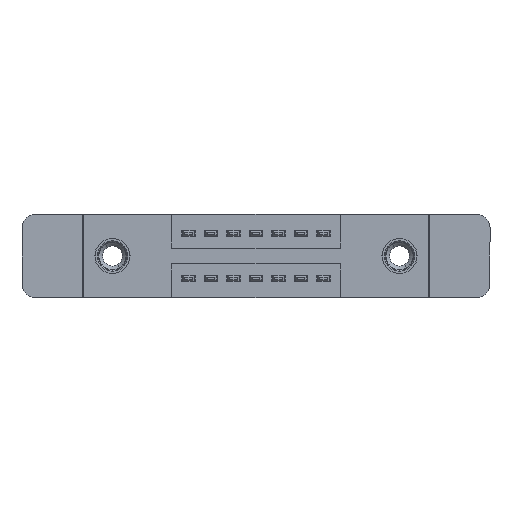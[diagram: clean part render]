
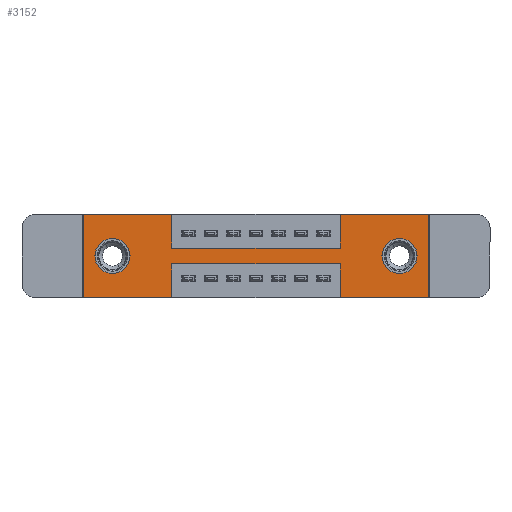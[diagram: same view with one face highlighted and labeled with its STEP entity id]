
A CAD part, front view. The second image highlights one B-rep face of the part: STEP entity #3152.
In plain terms, the highlighted planar face has unit normal (0, -1, 0).
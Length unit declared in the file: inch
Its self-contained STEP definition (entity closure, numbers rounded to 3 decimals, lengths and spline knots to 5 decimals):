
#130 = EDGE_CURVE ( 'NONE', #11326, #9168, #14139, .T. ) ;
#136 = CARTESIAN_POINT ( 'NONE',  ( 1.405, 0., -0.107 ) ) ;
#143 = VERTEX_POINT ( 'NONE', #4308 ) ;
#158 = CIRCLE ( 'NONE', #9465, 0.078 ) ;
#321 = CARTESIAN_POINT ( 'NONE',  ( 1.405, 0., -0.263 ) ) ;
#368 = LINE ( 'NONE', #2629, #9192 ) ;
#453 = CARTESIAN_POINT ( 'NONE',  ( 0.13, 0., -0.263 ) ) ;
#546 = ORIENTED_EDGE ( 'NONE', *, *, #9180, .F. ) ;
#683 = VECTOR ( 'NONE', #13048, 39.37008 ) ;
#689 = VECTOR ( 'NONE', #13431, 39.37008 ) ;
#808 = CARTESIAN_POINT ( 'NONE',  ( 0., 0., 0. ) ) ;
#825 = VERTEX_POINT ( 'NONE', #7639 ) ;
#835 = DIRECTION ( 'NONE',  ( 0., 0., -1. ) ) ;
#869 = DIRECTION ( 'NONE',  ( 0., 0., 1. ) ) ;
#1093 = CARTESIAN_POINT ( 'NONE',  ( 0., 0., 0. ) ) ;
#1143 = ORIENTED_EDGE ( 'NONE', *, *, #14110, .F. ) ;
#1147 = EDGE_CURVE ( 'NONE', #11064, #2061, #7106, .T. ) ;
#1202 = FACE_BOUND ( 'NONE', #2301, .T. ) ;
#1348 = ORIENTED_EDGE ( 'NONE', *, *, #7999, .F. ) ;
#1517 = EDGE_CURVE ( 'NONE', #13389, #13094, #10237, .T. ) ;
#1585 = ORIENTED_EDGE ( 'NONE', *, *, #12009, .F. ) ;
#1713 = DIRECTION ( 'NONE',  ( 0., 0., -1. ) ) ;
#1717 = ORIENTED_EDGE ( 'NONE', *, *, #4565, .F. ) ;
#1727 = DIRECTION ( 'NONE',  ( 0., 0., 1. ) ) ;
#1818 = DIRECTION ( 'NONE',  ( 1., 0., 0. ) ) ;
#1876 = EDGE_CURVE ( 'NONE', #10296, #11197, #14626, .T. ) ;
#2061 = VERTEX_POINT ( 'NONE', #8613 ) ;
#2178 = VERTEX_POINT ( 'NONE', #2722 ) ;
#2231 = CARTESIAN_POINT ( 'NONE',  ( 0., 0., -0.37 ) ) ;
#2244 = LINE ( 'NONE', #808, #2589 ) ;
#2301 = EDGE_LOOP ( 'NONE', ( #4781, #11597 ) ) ;
#2395 = CARTESIAN_POINT ( 'NONE',  ( 0.3925, 0., -0.37 ) ) ;
#2456 = VERTEX_POINT ( 'NONE', #4995 ) ;
#2526 = AXIS2_PLACEMENT_3D ( 'NONE', #10144, #13852, #835 ) ;
#2589 = VECTOR ( 'NONE', #8970, 39.37008 ) ;
#2611 = CIRCLE ( 'NONE', #12595, 0.078 ) ;
#2629 = CARTESIAN_POINT ( 'NONE',  ( 0.3925, 0., -0.22 ) ) ;
#2633 = FACE_BOUND ( 'NONE', #2894, .T. ) ;
#2673 = LINE ( 'NONE', #12359, #689 ) ;
#2722 = CARTESIAN_POINT ( 'NONE',  ( 0., 0., -0.37 ) ) ;
#2892 = PLANE ( 'NONE',  #3553 ) ;
#2894 = EDGE_LOOP ( 'NONE', ( #6536, #3640 ) ) ;
#3152 = ADVANCED_FACE ( 'NONE', ( #2633, #1202, #15152 ), #2892, .T. ) ;
#3256 = LINE ( 'NONE', #12204, #9834 ) ;
#3360 = AXIS2_PLACEMENT_3D ( 'NONE', #13674, #6575, #15009 ) ;
#3472 = CARTESIAN_POINT ( 'NONE',  ( 1.1425, 0., -0.37 ) ) ;
#3553 = AXIS2_PLACEMENT_3D ( 'NONE', #7806, #10089, #1713 ) ;
#3640 = ORIENTED_EDGE ( 'NONE', *, *, #130, .T. ) ;
#3661 = CARTESIAN_POINT ( 'NONE',  ( 0.13, 0., -0.107 ) ) ;
#3783 = CARTESIAN_POINT ( 'NONE',  ( 0.13, 0., -0.185 ) ) ;
#4041 = VERTEX_POINT ( 'NONE', #7462 ) ;
#4308 = CARTESIAN_POINT ( 'NONE',  ( 1.1425, 0., 0. ) ) ;
#4530 = LINE ( 'NONE', #10866, #683 ) ;
#4547 = VECTOR ( 'NONE', #1818, 39.37008 ) ;
#4565 = EDGE_CURVE ( 'NONE', #2061, #4041, #368, .T. ) ;
#4660 = DIRECTION ( 'NONE',  ( 0., 0., -1. ) ) ;
#4681 = LINE ( 'NONE', #13126, #12001 ) ;
#4781 = ORIENTED_EDGE ( 'NONE', *, *, #7023, .T. ) ;
#4995 = CARTESIAN_POINT ( 'NONE',  ( 1.535, 0., -0.37 ) ) ;
#5095 = EDGE_CURVE ( 'NONE', #9168, #11326, #10855, .T. ) ;
#5117 = VERTEX_POINT ( 'NONE', #10128 ) ;
#5608 = DIRECTION ( 'NONE',  ( -1., 0., 0. ) ) ;
#5943 = EDGE_CURVE ( 'NONE', #2456, #11064, #8583, .T. ) ;
#5978 = DIRECTION ( 'NONE',  ( 0., 0., -1. ) ) ;
#5986 = VECTOR ( 'NONE', #13315, 39.37008 ) ;
#6299 = CARTESIAN_POINT ( 'NONE',  ( 0., 0., 0. ) ) ;
#6307 = VECTOR ( 'NONE', #4660, 39.37008 ) ;
#6536 = ORIENTED_EDGE ( 'NONE', *, *, #5095, .T. ) ;
#6575 = DIRECTION ( 'NONE',  ( 0., 1., 0. ) ) ;
#6747 = VECTOR ( 'NONE', #14606, 39.37008 ) ;
#7023 = EDGE_CURVE ( 'NONE', #7588, #10310, #158, .T. ) ;
#7106 = LINE ( 'NONE', #13047, #6747 ) ;
#7140 = VECTOR ( 'NONE', #5608, 39.37008 ) ;
#7142 = ORIENTED_EDGE ( 'NONE', *, *, #9043, .F. ) ;
#7462 = CARTESIAN_POINT ( 'NONE',  ( 0.3925, 0., -0.22 ) ) ;
#7588 = VERTEX_POINT ( 'NONE', #3661 ) ;
#7639 = CARTESIAN_POINT ( 'NONE',  ( 1.535, 0., 0. ) ) ;
#7754 = ORIENTED_EDGE ( 'NONE', *, *, #11547, .F. ) ;
#7806 = CARTESIAN_POINT ( 'NONE',  ( 0., 0., -0.37 ) ) ;
#7818 = CARTESIAN_POINT ( 'NONE',  ( 0., 0., -0.37 ) ) ;
#7999 = EDGE_CURVE ( 'NONE', #11197, #13389, #4530, .T. ) ;
#8092 = LINE ( 'NONE', #7818, #13421 ) ;
#8415 = CARTESIAN_POINT ( 'NONE',  ( 0.3925, 0., 0. ) ) ;
#8452 = ORIENTED_EDGE ( 'NONE', *, *, #14493, .F. ) ;
#8583 = LINE ( 'NONE', #2231, #7140 ) ;
#8610 = CARTESIAN_POINT ( 'NONE',  ( 0.3925, 0., -0.15 ) ) ;
#8613 = CARTESIAN_POINT ( 'NONE',  ( 1.1425, 0., -0.22 ) ) ;
#8768 = ORIENTED_EDGE ( 'NONE', *, *, #1517, .F. ) ;
#8970 = DIRECTION ( 'NONE',  ( 1., 0., 0. ) ) ;
#9043 = EDGE_CURVE ( 'NONE', #4041, #5117, #11473, .T. ) ;
#9168 = VERTEX_POINT ( 'NONE', #136 ) ;
#9180 = EDGE_CURVE ( 'NONE', #825, #2456, #4681, .T. ) ;
#9192 = VECTOR ( 'NONE', #14552, 39.37008 ) ;
#9465 = AXIS2_PLACEMENT_3D ( 'NONE', #3783, #10638, #11888 ) ;
#9812 = EDGE_CURVE ( 'NONE', #10310, #7588, #2611, .T. ) ;
#9834 = VECTOR ( 'NONE', #1727, 39.37008 ) ;
#10089 = DIRECTION ( 'NONE',  ( 0., -1., 0. ) ) ;
#10128 = CARTESIAN_POINT ( 'NONE',  ( 0.3925, 0., -0.37 ) ) ;
#10144 = CARTESIAN_POINT ( 'NONE',  ( 1.405, 0., -0.185 ) ) ;
#10237 = LINE ( 'NONE', #13418, #4547 ) ;
#10296 = VERTEX_POINT ( 'NONE', #6299 ) ;
#10310 = VERTEX_POINT ( 'NONE', #453 ) ;
#10638 = DIRECTION ( 'NONE',  ( 0., 1., 0. ) ) ;
#10855 = CIRCLE ( 'NONE', #3360, 0.078 ) ;
#10866 = CARTESIAN_POINT ( 'NONE',  ( 0.3925, 0., 0. ) ) ;
#11040 = ORIENTED_EDGE ( 'NONE', *, *, #1876, .F. ) ;
#11064 = VERTEX_POINT ( 'NONE', #3472 ) ;
#11197 = VERTEX_POINT ( 'NONE', #8415 ) ;
#11326 = VERTEX_POINT ( 'NONE', #321 ) ;
#11473 = LINE ( 'NONE', #2395, #6307 ) ;
#11547 = EDGE_CURVE ( 'NONE', #143, #825, #2244, .T. ) ;
#11597 = ORIENTED_EDGE ( 'NONE', *, *, #9812, .T. ) ;
#11888 = DIRECTION ( 'NONE',  ( 0., 0., 1. ) ) ;
#12001 = VECTOR ( 'NONE', #5978, 39.37008 ) ;
#12009 = EDGE_CURVE ( 'NONE', #5117, #2178, #8092, .T. ) ;
#12204 = CARTESIAN_POINT ( 'NONE',  ( 0., 0., 0. ) ) ;
#12359 = CARTESIAN_POINT ( 'NONE',  ( 1.1425, 0., 0. ) ) ;
#12595 = AXIS2_PLACEMENT_3D ( 'NONE', #12656, #14814, #869 ) ;
#12656 = CARTESIAN_POINT ( 'NONE',  ( 0.13, 0., -0.185 ) ) ;
#13047 = CARTESIAN_POINT ( 'NONE',  ( 1.1425, 0., -0.37 ) ) ;
#13048 = DIRECTION ( 'NONE',  ( 0., 0., -1. ) ) ;
#13094 = VERTEX_POINT ( 'NONE', #13771 ) ;
#13126 = CARTESIAN_POINT ( 'NONE',  ( 1.535, 0., 0. ) ) ;
#13161 = EDGE_LOOP ( 'NONE', ( #7142, #1717, #14308, #15097, #546, #7754, #8452, #8768, #1348, #11040, #1143, #1585 ) ) ;
#13315 = DIRECTION ( 'NONE',  ( 1., 0., 0. ) ) ;
#13389 = VERTEX_POINT ( 'NONE', #8610 ) ;
#13418 = CARTESIAN_POINT ( 'NONE',  ( 0.3925, 0., -0.15 ) ) ;
#13421 = VECTOR ( 'NONE', #13593, 39.37008 ) ;
#13431 = DIRECTION ( 'NONE',  ( 0., 0., 1. ) ) ;
#13593 = DIRECTION ( 'NONE',  ( -1., 0., 0. ) ) ;
#13674 = CARTESIAN_POINT ( 'NONE',  ( 1.405, 0., -0.185 ) ) ;
#13771 = CARTESIAN_POINT ( 'NONE',  ( 1.1425, 0., -0.15 ) ) ;
#13852 = DIRECTION ( 'NONE',  ( 0., 1., 0. ) ) ;
#14110 = EDGE_CURVE ( 'NONE', #2178, #10296, #3256, .T. ) ;
#14139 = CIRCLE ( 'NONE', #2526, 0.078 ) ;
#14308 = ORIENTED_EDGE ( 'NONE', *, *, #1147, .F. ) ;
#14493 = EDGE_CURVE ( 'NONE', #13094, #143, #2673, .T. ) ;
#14552 = DIRECTION ( 'NONE',  ( -1., 0., 0. ) ) ;
#14606 = DIRECTION ( 'NONE',  ( 0., 0., 1. ) ) ;
#14626 = LINE ( 'NONE', #1093, #5986 ) ;
#14814 = DIRECTION ( 'NONE',  ( 0., 1., 0. ) ) ;
#15009 = DIRECTION ( 'NONE',  ( 0., 0., -1. ) ) ;
#15097 = ORIENTED_EDGE ( 'NONE', *, *, #5943, .F. ) ;
#15152 = FACE_OUTER_BOUND ( 'NONE', #13161, .T. ) ;
